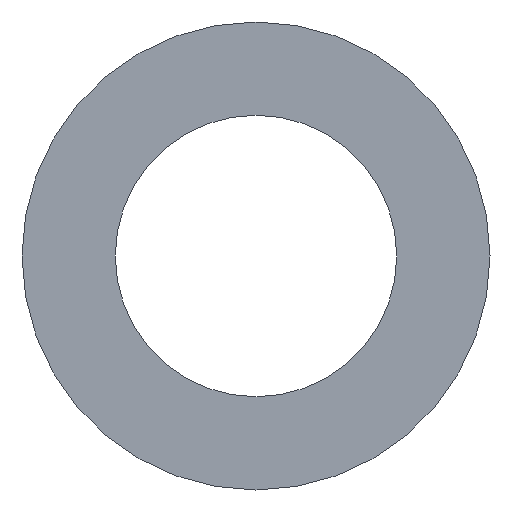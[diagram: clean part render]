
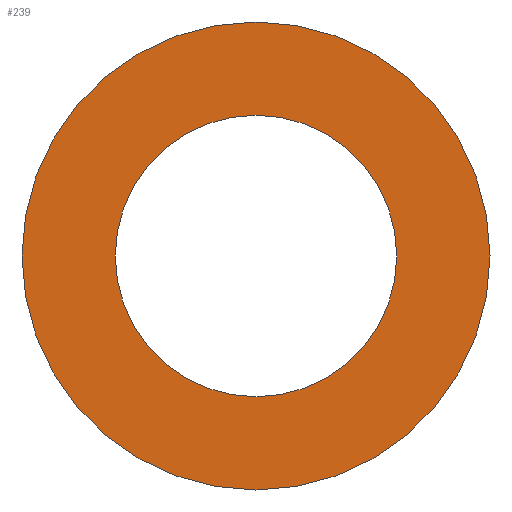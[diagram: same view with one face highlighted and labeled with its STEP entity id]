
A CAD part, left-side view. The second image highlights one B-rep face of the part: STEP entity #239.
In plain terms, the highlighted planar face has unit normal (-1, 0, 0).
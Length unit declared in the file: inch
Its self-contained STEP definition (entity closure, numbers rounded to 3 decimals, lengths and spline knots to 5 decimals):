
#3 = CARTESIAN_POINT ( 'NONE',  ( 0., 0., 0. ) ) ;
#6 = EDGE_LOOP ( 'NONE', ( #86, #57 ) ) ;
#9 = DIRECTION ( 'NONE',  ( 0., 0., -1. ) ) ;
#27 = CARTESIAN_POINT ( 'NONE',  ( 0., 0., 0. ) ) ;
#29 = VERTEX_POINT ( 'NONE', #225 ) ;
#57 = ORIENTED_EDGE ( 'NONE', *, *, #161, .F. ) ;
#60 = DIRECTION ( 'NONE',  ( 1., 0., 0. ) ) ;
#67 = AXIS2_PLACEMENT_3D ( 'NONE', #228, #249, #115 ) ;
#71 = DIRECTION ( 'NONE',  ( 0., 0., -1. ) ) ;
#78 = DIRECTION ( 'NONE',  ( 0., 0., -1. ) ) ;
#85 = AXIS2_PLACEMENT_3D ( 'NONE', #27, #145, #78 ) ;
#86 = ORIENTED_EDGE ( 'NONE', *, *, #166, .F. ) ;
#89 = FACE_OUTER_BOUND ( 'NONE', #6, .T. ) ;
#90 = EDGE_LOOP ( 'NONE', ( #97, #107 ) ) ;
#93 = VERTEX_POINT ( 'NONE', #200 ) ;
#97 = ORIENTED_EDGE ( 'NONE', *, *, #185, .T. ) ;
#103 = CARTESIAN_POINT ( 'NONE',  ( 0., 0., 0. ) ) ;
#104 = DIRECTION ( 'NONE',  ( 0., 0., -1. ) ) ;
#105 = CIRCLE ( 'NONE', #158, 0.376 ) ;
#107 = ORIENTED_EDGE ( 'NONE', *, *, #191, .T. ) ;
#108 = DIRECTION ( 'NONE',  ( 1., 0., 0. ) ) ;
#115 = DIRECTION ( 'NONE',  ( 0., 0., -1. ) ) ;
#127 = CARTESIAN_POINT ( 'NONE',  ( 0., 0., -0.376 ) ) ;
#129 = DIRECTION ( 'NONE',  ( 1., 0., 0. ) ) ;
#131 = CIRCLE ( 'NONE', #178, 0.625 ) ;
#135 = VERTEX_POINT ( 'NONE', #127 ) ;
#140 = VERTEX_POINT ( 'NONE', #207 ) ;
#145 = DIRECTION ( 'NONE',  ( 1., 0., 0. ) ) ;
#146 = AXIS2_PLACEMENT_3D ( 'NONE', #159, #108, #104 ) ;
#147 = FACE_BOUND ( 'NONE', #90, .T. ) ;
#151 = CIRCLE ( 'NONE', #67, 0.376 ) ;
#158 = AXIS2_PLACEMENT_3D ( 'NONE', #3, #129, #71 ) ;
#159 = CARTESIAN_POINT ( 'NONE',  ( 0., 0., 0. ) ) ;
#161 = EDGE_CURVE ( 'NONE', #93, #29, #204, .T. ) ;
#165 = PLANE ( 'NONE',  #85 ) ;
#166 = EDGE_CURVE ( 'NONE', #29, #93, #131, .T. ) ;
#178 = AXIS2_PLACEMENT_3D ( 'NONE', #103, #60, #9 ) ;
#185 = EDGE_CURVE ( 'NONE', #140, #135, #151, .T. ) ;
#191 = EDGE_CURVE ( 'NONE', #135, #140, #105, .T. ) ;
#200 = CARTESIAN_POINT ( 'NONE',  ( 0., 0., -0.625 ) ) ;
#204 = CIRCLE ( 'NONE', #146, 0.625 ) ;
#207 = CARTESIAN_POINT ( 'NONE',  ( 0., 0., 0.376 ) ) ;
#225 = CARTESIAN_POINT ( 'NONE',  ( 0., 0., 0.625 ) ) ;
#228 = CARTESIAN_POINT ( 'NONE',  ( 0., 0., 0. ) ) ;
#239 = ADVANCED_FACE ( 'NONE', ( #89, #147 ), #165, .F. ) ;
#249 = DIRECTION ( 'NONE',  ( 1., 0., 0. ) ) ;
